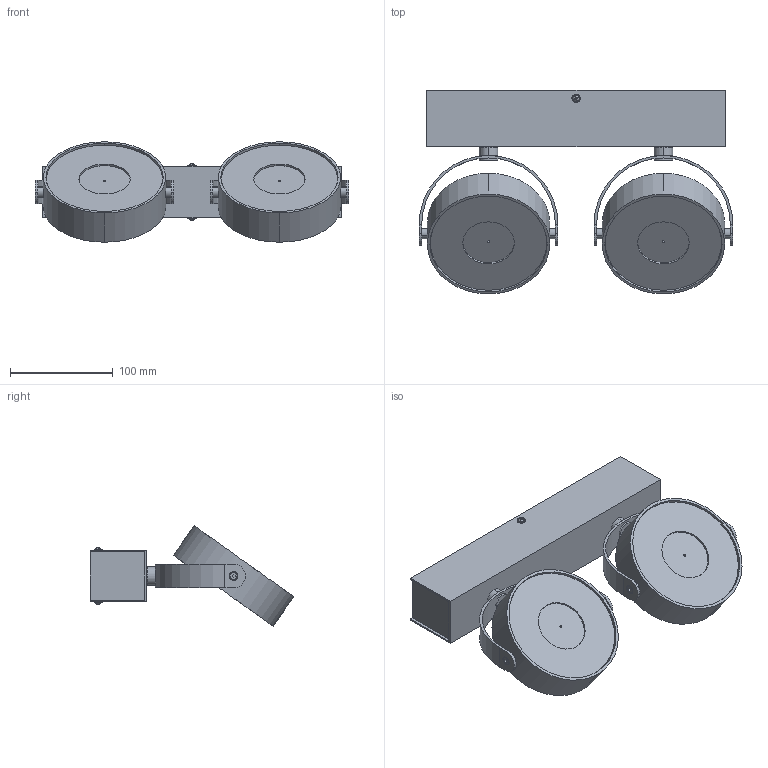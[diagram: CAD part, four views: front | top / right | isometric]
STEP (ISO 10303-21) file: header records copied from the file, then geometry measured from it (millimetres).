
FILE_DESCRIPTION (( 'STEP AP214' ), '1' );
FILE_NAME ('LBL270.STEP', '2021-12-01T06:39:13', ( 'GH' ), ( 'Microsoft' ), 'SwSTEP 2.0', 'SolidWorks 2013', '' );
FILE_SCHEMA (( 'AUTOMOTIVE_DESIGN' ));
Length unit declared in the file: millimetre
Products named in the file (14): 謗芛源菁碟-笢; 笢腑芠; LSP-140萇埭芛蟀諉粣; M4x12麥芛囀鞠褒蹟佪; GLA-5510 GLA-5520 GLA-5530閉情芵噩; GLA-5510 GLA-5520 GLA-5530+CREE1507+A-15XXM; M4x8带垫圆头十字螺丝; 笢圉埴盓殤; LBL270; 笢埴遠; 笢綴厙え; 潔路翐; 苤埴翐; 笢腑芛窒璃
Assembly tree (17 placements, depth 4):
  LBL270
    謗芛源菁碟-笢
    M4x8带垫圆头十字螺丝  x2
    笢腑芛窒璃  x2
      笢圉埴盓殤
      笢腑芠
      笢埴遠
      潔路翐
      LSP-140萇埭芛蟀諉粣
      M4x12麥芛囀鞠褒蹟佪
      笢綴厙え
      苤埴翐
      GLA-5510 GLA-5520 GLA-5530+CREE1507+A-15XXM
        GLA-5510 GLA-5520 GLA-5530閉情芵噩
Bounding box: 305 x 198.11 x 97.56 mm (x, y, z)
Volume: 306118.5 mm3; surface area: 282635 mm2
Topology: 27 solids, 27 shells, 1412 faces, 3266 edges, 1944 vertices
Faces by surface type: cylinder 830, plane 218, cone 180, bspline 168, torus 16
Entity records: 23433 total; most frequent: CARTESIAN_POINT 8043, ORIENTED_EDGE 3266, DIRECTION 2587, EDGE_CURVE 1633, VERTEX_POINT 974, AXIS2_PLACEMENT_3D 934, EDGE_LOOP 753, VECTOR 719
